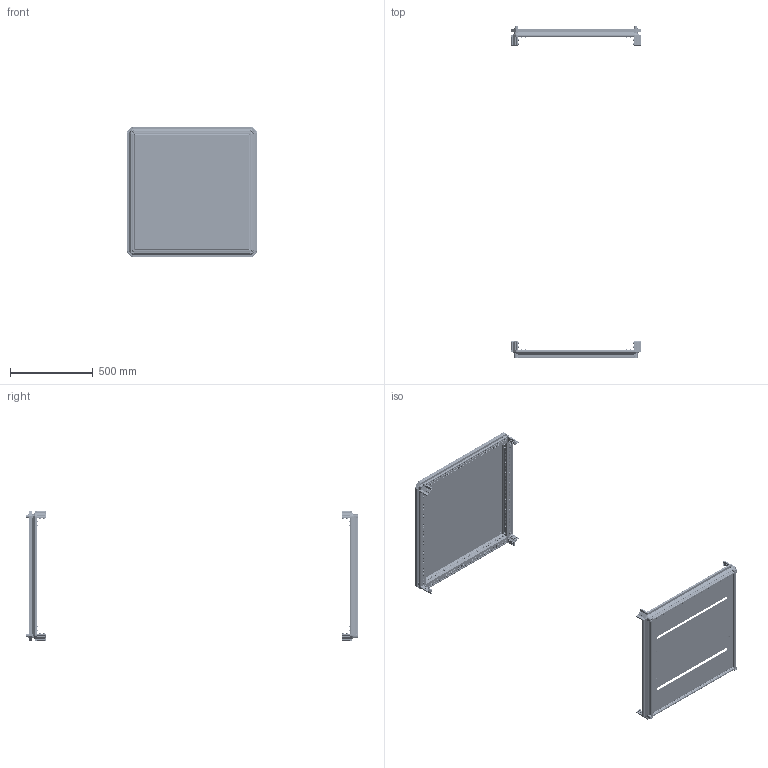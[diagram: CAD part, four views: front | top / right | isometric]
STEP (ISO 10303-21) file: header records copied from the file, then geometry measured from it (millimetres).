
FILE_DESCRIPTION (( 'STEP AP203' ), '1' );
FILE_NAME ('MA1.101.080820.00.00 AleSta-RB88 Êîìïëåêò êðûøà è îñíîâàíèå.STEP', '2024-02-06T15:08:04', ( '' ), ( '' ), 'SwSTEP 2.0', 'SolidWorks 2021', '' );
FILE_SCHEMA (( 'CONFIG_CONTROL_DESIGN' ));
Length unit declared in the file: millimetre
Products named in the file (18): MA1.101.060620.20.01 Ïîëîòíî íèæíåé ïàíåëè 600õ600_800å800; 7380-2 ISO Âèíòû ñ ïîëóêðóãëîé ãîëîâêîé ñ ôëàíöåì ñ âíóòðåííèì øåñòèãðàííèêîì Ì4õ10; MA1.101.060620.00.02 Ïðîôèëü ïîïåðå÷íûé ñâàðíîé_02 L=698 (˜=800) ; MA1.100.060620.00.01 Ñîåäèíèòåëü óãëîâîé_00; ﾘ琺矜 01.019 ﾃﾎﾑﾒ11371-78_12; Âèíò ðåçüáîâûäàâëèâàþùèé Ì6õ12 DIN 7500E_00; Øàéáà ñòîïîðíàÿ ñ íàðóæíûìè çóáöàìè SCHNORR, òèï VS öèíêîâûå õëîïüÿ Ì6 O6,4 ART 88121; MA1.101.080820.00.00 AleSta-RB88 Êîìïëåêò êðûøà è îñíîâàíèå; MA1.101.060620.20.00 Íèæíÿÿ ïàíåëü 600õ600_800å800; Âèíò_ðåçüáîâûäàâëèâàþùèé_Ì5õ12_DIN 7500E_Œ5å12; MA1.101.060620.10.01 Ïîëîòíî êðûøè 600õ600_800x800; Âèíò ñ âí. øåñòèãðàííèêîì M12 DIN912_•30; MA1.101.060620.20.02 Çàêðûòèå íèæíåé ïàíåëè 600õ600_800x800; ﾇﾀﾊﾋﾅﾏﾊﾀ ﾃﾀﾅﾗﾍﾀﾟ ﾘﾅﾑﾒﾈﾃﾐﾀﾍﾍﾀﾟ ﾑ ﾓﾌﾅﾍﾜﾘﾅﾍﾍﾛﾌ ﾁﾎﾐﾒﾎﾌ M4 X 11 (0.5-2.5 ﾌﾌ) HEX U-S ﾖﾈﾍﾊ; Óïëîòíèòåëü ïàíåëè íèæíåé_800å800; Øïèëüêà Ì6õ12_˜¯¨«ìª  Œ6å12; ﾘ琺矜 65ﾃ 019 ﾃﾎﾑﾒ 6402-70_12; MA1.101.060620.10.00 Êðûøà 600x600_800å800
Assembly tree (247 placements, depth 3):
  MA1.101.080820.00.00 AleSta-RB88 Êîìïëåêò êðûøà è îñíîâàíèå
    MA1.101.060620.00.02 Ïðîôèëü ïîïåðå÷íûé ñâàðíîé_02 L=698 (˜=800)   x8
    MA1.101.060620.10.00 Êðûøà 600x600_800å800
      MA1.101.060620.10.01 Ïîëîòíî êðûøè 600õ600_800x800
      Øïèëüêà Ì6õ12_˜¯¨«ìª  Œ6å12  x4
      Óïëîòíèòåëü ïàíåëè íèæíåé_800å800
    MA1.101.060620.20.00 Íèæíÿÿ ïàíåëü 600õ600_800å800
      MA1.101.060620.20.01 Ïîëîòíî íèæíåé ïàíåëè 600õ600_800å800
      ﾇﾀﾊﾋﾅﾏﾊﾀ ﾃﾀﾅﾗﾍﾀﾟ ﾘﾅﾑﾒﾈﾃﾐﾀﾍﾍﾀﾟ ﾑ ﾓﾌﾅﾍﾜﾘﾅﾍﾍﾛﾌ ﾁﾎﾐﾒﾎﾌ M4 X 11 (0.5-2.5 ﾌﾌ) HEX U-S ﾖﾈﾍﾊ  x4
      MA1.101.060620.20.02 Çàêðûòèå íèæíåé ïàíåëè 600õ600_800x800  x2
      7380-2 ISO Âèíòû ñ ïîëóêðóãëîé ãîëîâêîé ñ ôëàíöåì ñ âíóòðåííèì øåñòèãðàííèêîì Ì4õ10  x4
    Âèíò_ðåçüáîâûäàâëèâàþùèé_Ì5õ12_DIN 7500E_Œ5å12  x8
    MA1.100.060620.00.01 Ñîåäèíèòåëü óãëîâîé_00  x8
    Âèíò ñ âí. øåñòèãðàííèêîì M12 DIN912_•30  x4
    Âèíò ðåçüáîâûäàâëèâàþùèé Ì6õ12 DIN 7500E_00  x96
    ﾘ琺矜 01.019 ﾃﾎﾑﾒ11371-78_12  x4
    ﾘ琺矜 65ﾃ 019 ﾃﾎﾑﾒ 6402-70_12  x4
    Øàéáà ñòîïîðíàÿ ñ íàðóæíûìè çóáöàìè SCHNORR, òèï VS öèíêîâûå õëîïüÿ Ì6 O6,4 ART 88121  x96
Bounding box: 792 x 2010.9 x 792 mm (x, y, z)
Volume: 4134681.6 mm3; surface area: 4820034.1 mm2
Topology: 245 solids, 245 shells, 13550 faces, 35472 edges, 22448 vertices
Faces by surface type: plane 9998, cylinder 2704, cone 552, bspline 248, torus 48
Entity records: 54131 total; most frequent: CARTESIAN_POINT 11409, DIRECTION 7154, ORIENTED_EDGE 6998, EDGE_CURVE 3499, VECTOR 2590, LINE 2590, AXIS2_PLACEMENT_3D 2282, VERTEX_POINT 2135
